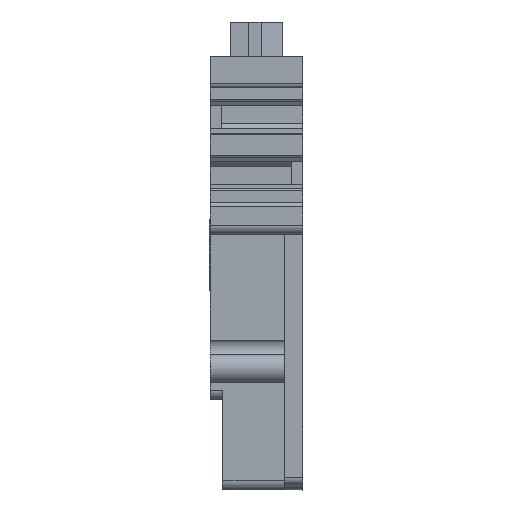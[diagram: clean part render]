
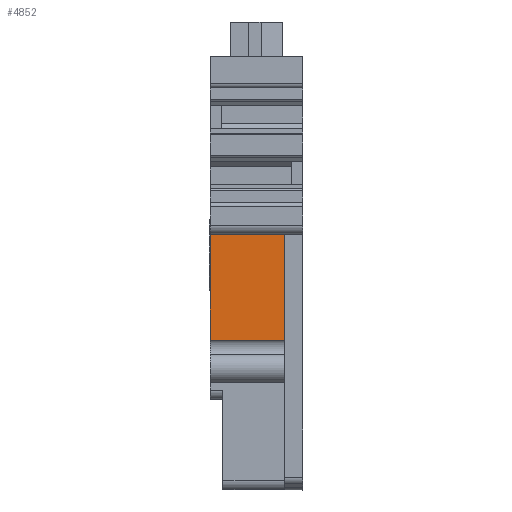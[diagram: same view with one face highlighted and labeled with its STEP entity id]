
A CAD part, front view. The second image highlights one B-rep face of the part: STEP entity #4852.
In plain terms, the highlighted planar face has unit normal (0, -1, 0).
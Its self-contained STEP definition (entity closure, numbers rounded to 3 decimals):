
#4832=AXIS2_PLACEMENT_3D('Plane Axis2P3D',#4829,#4830,#4831) ;
#1186=CARTESIAN_POINT('Vertex',(4.15,3.7,14.083)) ;
#1189=CARTESIAN_POINT('Line Origine',(4.15,3.7,11.166)) ;
#1193=CARTESIAN_POINT('Vertex',(4.15,3.7,8.248)) ;
#2113=CARTESIAN_POINT('Vertex',(0.05,3.7,14.083)) ;
#2116=CARTESIAN_POINT('Line Origine',(2.1,3.7,14.083)) ;
#4829=CARTESIAN_POINT('Axis2P3D Location',(4.15,3.7,14.083)) ;
#4834=CARTESIAN_POINT('Line Origine',(0.05,3.7,11.166)) ;
#4838=CARTESIAN_POINT('Vertex',(0.05,3.7,8.248)) ;
#4841=CARTESIAN_POINT('Line Origine',(2.1,3.7,8.248)) ;
#1190=DIRECTION('Vector Direction',(0.,0.,-1.)) ;
#2117=DIRECTION('Vector Direction',(-1.,0.,0.)) ;
#4830=DIRECTION('Axis2P3D Direction',(0.,1.,0.)) ;
#4831=DIRECTION('Axis2P3D XDirection',(0.,0.,-1.)) ;
#4835=DIRECTION('Vector Direction',(0.,0.,-1.)) ;
#4842=DIRECTION('Vector Direction',(-1.,0.,0.)) ;
#1191=VECTOR('Line Direction',#1190,1.) ;
#2118=VECTOR('Line Direction',#2117,1.) ;
#4836=VECTOR('Line Direction',#4835,1.) ;
#4843=VECTOR('Line Direction',#4842,1.) ;
#4847=ORIENTED_EDGE('',*,*,#4840,.T.) ;
#4848=ORIENTED_EDGE('',*,*,#4845,.F.) ;
#4849=ORIENTED_EDGE('',*,*,#1195,.F.) ;
#4850=ORIENTED_EDGE('',*,*,#2120,.T.) ;
#4852=ADVANCED_FACE('_STGH O.ZA ZRV2.5 1907010000',(#4851),#4833,.F.) ;
#1195=EDGE_CURVE('',#1187,#1194,#1192,.T.) ;
#2120=EDGE_CURVE('',#1187,#2114,#2119,.T.) ;
#4840=EDGE_CURVE('',#2114,#4839,#4837,.T.) ;
#4845=EDGE_CURVE('',#1194,#4839,#4844,.T.) ;
#4846=EDGE_LOOP('',(#4847,#4848,#4849,#4850)) ;
#4851=FACE_OUTER_BOUND('',#4846,.T.) ;
#1192=LINE('Line',#1189,#1191) ;
#2119=LINE('Line',#2116,#2118) ;
#4837=LINE('Line',#4834,#4836) ;
#4844=LINE('Line',#4841,#4843) ;
#4833=PLANE('',#4832) ;
#1187=VERTEX_POINT('',#1186) ;
#1194=VERTEX_POINT('',#1193) ;
#2114=VERTEX_POINT('',#2113) ;
#4839=VERTEX_POINT('',#4838) ;
